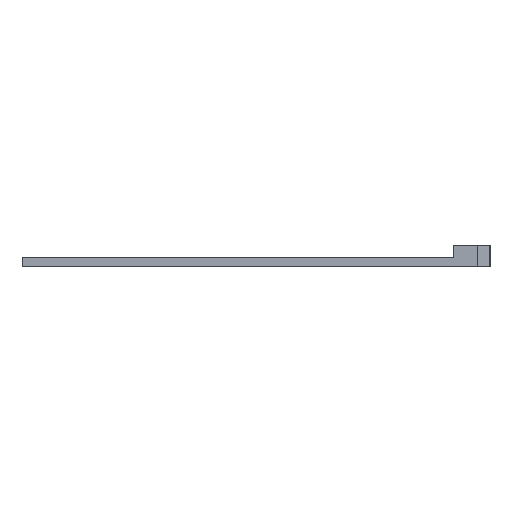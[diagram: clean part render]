
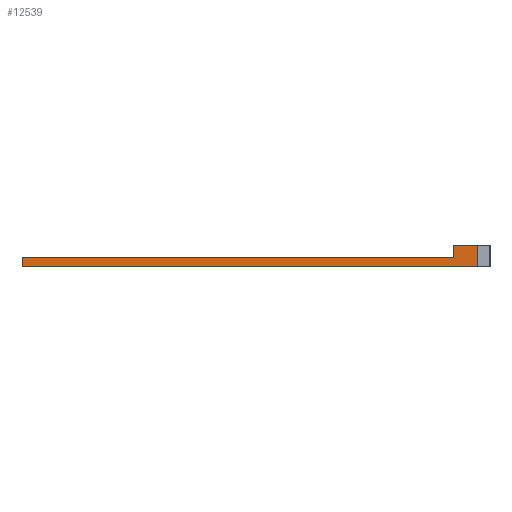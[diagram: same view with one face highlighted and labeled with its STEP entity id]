
A CAD part, left-side view. The second image highlights one B-rep face of the part: STEP entity #12539.
In plain terms, the highlighted planar face has unit normal (-1, 0, 0).
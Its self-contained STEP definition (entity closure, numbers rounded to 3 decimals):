
#781=PLANE('',#13145);
#1361=FACE_OUTER_BOUND('',#2040,.T.);
#2040=EDGE_LOOP('',(#11361,#11362,#11363,#11364,#11365,#11366));
#2148=LINE('',#16073,#3870);
#2153=LINE('',#16082,#3875);
#2167=LINE('',#16115,#3889);
#3857=LINE('',#19510,#5579);
#3858=LINE('',#19513,#5580);
#3859=LINE('',#19514,#5581);
#3870=VECTOR('',#13164,10.);
#3875=VECTOR('',#13171,10.);
#3889=VECTOR('',#13199,10.);
#5579=VECTOR('',#16037,10.);
#5580=VECTOR('',#16040,10.);
#5581=VECTOR('',#16041,10.);
#5605=VERTEX_POINT('',#16070);
#5606=VERTEX_POINT('',#16072);
#5609=VERTEX_POINT('',#16080);
#5621=VERTEX_POINT('',#16113);
#6752=VERTEX_POINT('',#19508);
#6753=VERTEX_POINT('',#19512);
#6762=EDGE_CURVE('',#5605,#5606,#2148,.T.);
#6767=EDGE_CURVE('',#5609,#5605,#2153,.T.);
#6783=EDGE_CURVE('',#5621,#5609,#2167,.T.);
#8481=EDGE_CURVE('',#5621,#6752,#3857,.T.);
#8482=EDGE_CURVE('',#6753,#6752,#3858,.T.);
#8483=EDGE_CURVE('',#6753,#5606,#3859,.T.);
#11361=ORIENTED_EDGE('',*,*,#6783,.F.);
#11362=ORIENTED_EDGE('',*,*,#8481,.T.);
#11363=ORIENTED_EDGE('',*,*,#8482,.F.);
#11364=ORIENTED_EDGE('',*,*,#8483,.T.);
#11365=ORIENTED_EDGE('',*,*,#6762,.F.);
#11366=ORIENTED_EDGE('',*,*,#6767,.F.);
#12539=ADVANCED_FACE('',(#1361),#781,.T.);
#13145=AXIS2_PLACEMENT_3D('',#19511,#16038,#16039);
#13164=DIRECTION('',(0.,-1.,0.));
#13171=DIRECTION('',(0.,0.,1.));
#13199=DIRECTION('',(0.,-1.,0.));
#16037=DIRECTION('',(0.,0.,-1.));
#16038=DIRECTION('center_axis',(-1.,0.,0.));
#16039=DIRECTION('ref_axis',(0.,1.,0.));
#16040=DIRECTION('',(0.,1.,0.));
#16041=DIRECTION('',(0.,0.,1.));
#16070=CARTESIAN_POINT('',(-92.5,-111.,-36.));
#16072=CARTESIAN_POINT('',(-92.5,-119.,-36.));
#16073=CARTESIAN_POINT('',(-92.5,-119.,-36.));
#16080=CARTESIAN_POINT('',(-92.5,-111.,-40.));
#16082=CARTESIAN_POINT('',(-92.5,-111.,-40.));
#16113=CARTESIAN_POINT('',(-92.5,29.,-40.));
#16115=CARTESIAN_POINT('',(-92.5,29.,-40.));
#19508=CARTESIAN_POINT('',(-92.5,29.,-43.));
#19510=CARTESIAN_POINT('',(-92.5,29.,-40.));
#19511=CARTESIAN_POINT('Origin',(-92.5,-119.,-40.));
#19512=CARTESIAN_POINT('',(-92.5,-119.,-43.));
#19513=CARTESIAN_POINT('',(-92.5,29.,-43.));
#19514=CARTESIAN_POINT('',(-92.5,-119.,-40.));
